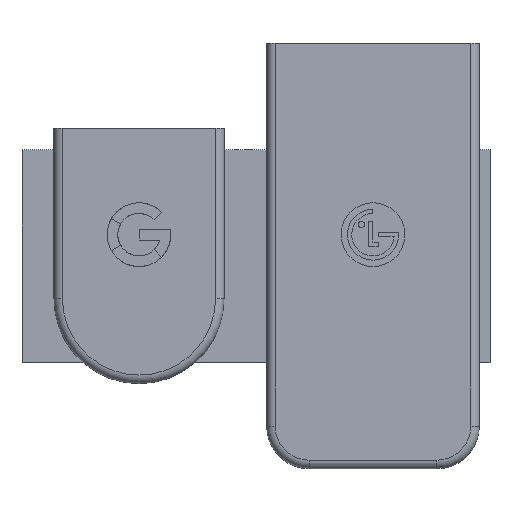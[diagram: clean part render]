
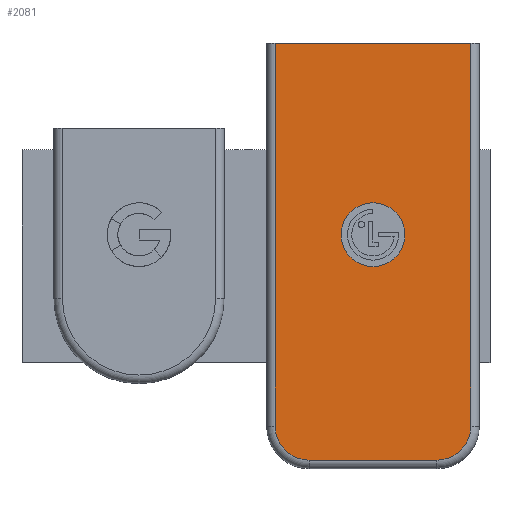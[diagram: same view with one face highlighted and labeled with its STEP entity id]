
A CAD part, top view. The second image highlights one B-rep face of the part: STEP entity #2081.
In plain terms, the highlighted planar face has unit normal (0, 0, 1).
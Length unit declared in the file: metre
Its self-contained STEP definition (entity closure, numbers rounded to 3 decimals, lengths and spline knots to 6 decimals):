
#77=CIRCLE('',#2385,0.0075);
#78=CIRCLE('',#2386,0.008);
#79=CIRCLE('',#2387,0.008);
#463=ORIENTED_EDGE('',*,*,#899,.F.);
#464=ORIENTED_EDGE('',*,*,#900,.T.);
#465=ORIENTED_EDGE('',*,*,#901,.T.);
#466=ORIENTED_EDGE('',*,*,#879,.F.);
#467=ORIENTED_EDGE('',*,*,#902,.T.);
#468=ORIENTED_EDGE('',*,*,#903,.T.);
#469=ORIENTED_EDGE('',*,*,#904,.T.);
#879=EDGE_CURVE('',#1125,#1126,#1328,.T.);
#899=EDGE_CURVE('',#1139,#1139,#77,.T.);
#900=EDGE_CURVE('',#1140,#1141,#78,.T.);
#901=EDGE_CURVE('',#1141,#1126,#1343,.F.);
#902=EDGE_CURVE('',#1125,#1142,#1344,.T.);
#903=EDGE_CURVE('',#1142,#1143,#79,.T.);
#904=EDGE_CURVE('',#1143,#1140,#1345,.T.);
#1125=VERTEX_POINT('',#3455);
#1126=VERTEX_POINT('',#3457);
#1139=VERTEX_POINT('',#3496);
#1140=VERTEX_POINT('',#3498);
#1141=VERTEX_POINT('',#3499);
#1142=VERTEX_POINT('',#3502);
#1143=VERTEX_POINT('',#3504);
#1328=LINE('',#3456,#1538);
#1343=LINE('',#3500,#1553);
#1344=LINE('',#3501,#1554);
#1345=LINE('',#3505,#1555);
#1538=VECTOR('',#2811,1.);
#1553=VECTOR('',#2852,1.);
#1554=VECTOR('',#2853,1.);
#1555=VECTOR('',#2856,1.);
#1716=EDGE_LOOP('',(#463));
#1717=EDGE_LOOP('',(#464,#465,#466,#467,#468,#469));
#1860=FACE_BOUND('',#1716,.T.);
#1861=FACE_BOUND('',#1717,.T.);
#1977=PLANE('',#2384);
#2081=ADVANCED_FACE('',(#1860,#1861),#1977,.T.);
#2384=AXIS2_PLACEMENT_3D('',#3494,#2846,#2847);
#2385=AXIS2_PLACEMENT_3D('',#3495,#2848,#2849);
#2386=AXIS2_PLACEMENT_3D('',#3497,#2850,#2851);
#2387=AXIS2_PLACEMENT_3D('',#3503,#2854,#2855);
#2811=DIRECTION('',(1.,0.,0.));
#2846=DIRECTION('',(0.,0.,1.));
#2847=DIRECTION('',(1.,0.,0.));
#2848=DIRECTION('',(0.,0.,1.));
#2849=DIRECTION('',(1.,0.,0.));
#2850=DIRECTION('',(0.,0.,1.));
#2851=DIRECTION('',(1.,0.,0.));
#2852=DIRECTION('',(0.,-1.,0.));
#2853=DIRECTION('',(0.,-1.,0.));
#2854=DIRECTION('',(0.,0.,1.));
#2855=DIRECTION('',(1.,0.,0.));
#2856=DIRECTION('',(1.,0.,0.));
#3455=CARTESIAN_POINT('',(0.0595,0.075,0.033));
#3456=CARTESIAN_POINT('',(0.07,0.075,0.033));
#3457=CARTESIAN_POINT('',(0.1055,0.075,0.033));
#3494=CARTESIAN_POINT('',(0.055,0.025,0.033));
#3495=CARTESIAN_POINT('',(0.0825,0.03,0.033));
#3496=CARTESIAN_POINT('',(0.09,0.03,0.033));
#3497=CARTESIAN_POINT('',(0.0975,-0.015,0.033));
#3498=CARTESIAN_POINT('',(0.0975,-0.023,0.033));
#3499=CARTESIAN_POINT('',(0.1055,-0.015,0.033));
#3500=CARTESIAN_POINT('',(0.1055,0.025,0.033));
#3501=CARTESIAN_POINT('',(0.0595,-0.015,0.033));
#3502=CARTESIAN_POINT('',(0.0595,-0.015,0.033));
#3503=CARTESIAN_POINT('',(0.0675,-0.015,0.033));
#3504=CARTESIAN_POINT('',(0.0675,-0.023,0.033));
#3505=CARTESIAN_POINT('',(0.0975,-0.023,0.033));
